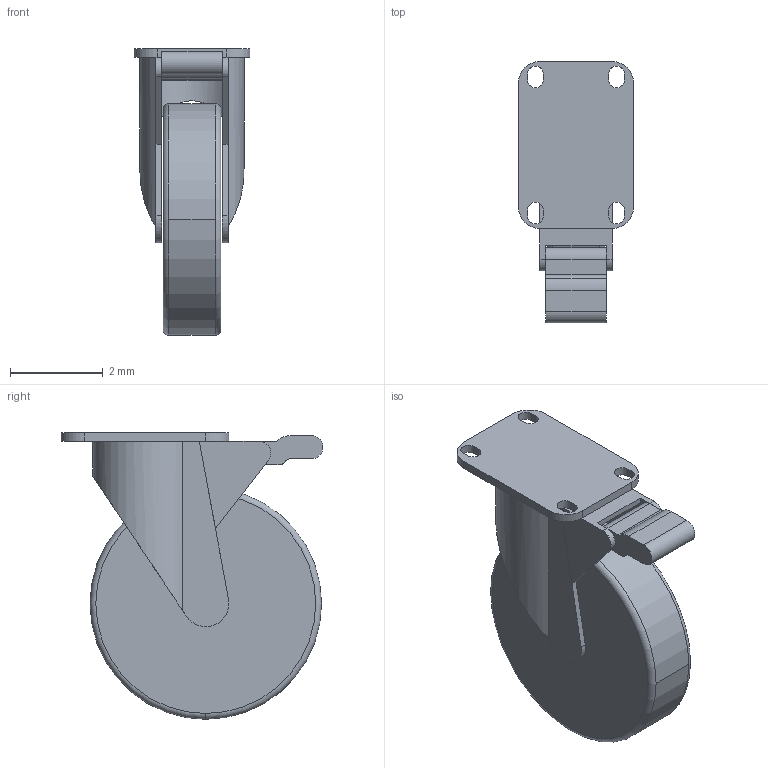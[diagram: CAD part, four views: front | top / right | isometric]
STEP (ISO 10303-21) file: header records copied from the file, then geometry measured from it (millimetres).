
FILE_DESCRIPTION((''),'2;1');
FILE_NAME('13CA8108.stp','2015-07-14T15:56:29',(''),(''),'Mechanical Desktop 2011','Mechanical Desktop 2011',', , ');
FILE_SCHEMA(('CONFIG_CONTROL_DESIGN'));
Length unit declared in the file: millimetre
Products named in the file (1): Product
Bounding box: 2.5 x 5.65 x 6.19 mm (x, y, z)
Volume: 30 mm3; surface area: 135.6 mm2
Topology: 5 solids, 5 shells, 73 faces, 191 edges, 128 vertices
Faces by surface type: plane 39, cylinder 24, bspline 6, torus 4
Entity records: 2397 total; most frequent: CARTESIAN_POINT 439, DIRECTION 394, ORIENTED_EDGE 382, EDGE_CURVE 191, AXIS2_PLACEMENT_3D 135, VERTEX_POINT 128, VECTOR 124, LINE 124
